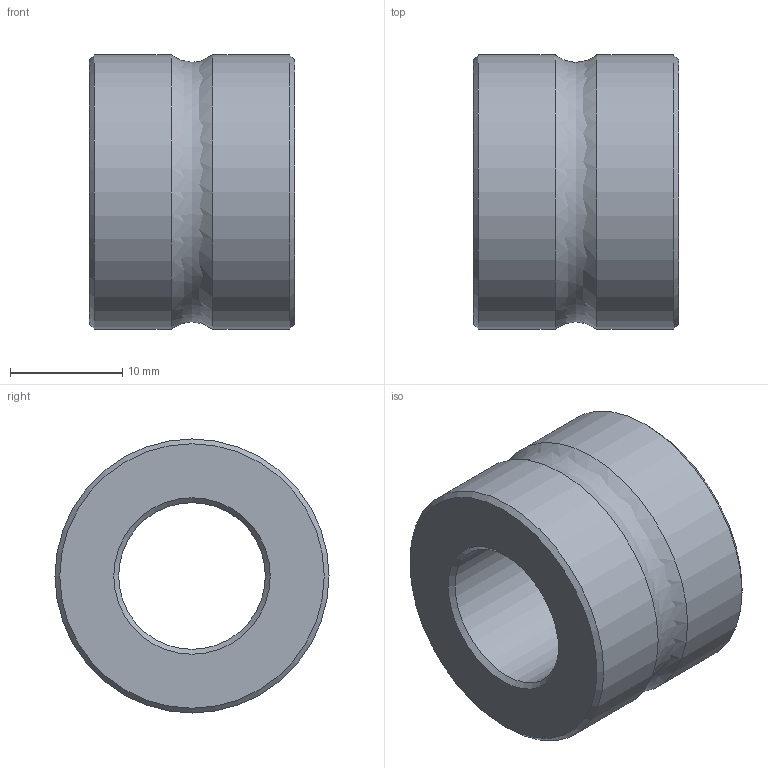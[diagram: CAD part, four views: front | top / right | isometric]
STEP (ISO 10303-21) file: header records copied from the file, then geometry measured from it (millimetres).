
FILE_DESCRIPTION((''),'2;1');
FILE_NAME('Bearing_203KRR5_BI.stp','2009-02-12T21:50:25',('Alex_Cyril'),(''),'Autodesk Inventor 11','Autodesk Inventor 11','');
FILE_SCHEMA(('AUTOMOTIVE_DESIGN { 1 0 10303 214 1 1 1 1 }'));
Length unit declared in the file: millimetre
Products named in the file (1): Bearing_203KRR5_BI
Bounding box: 18.29 x 24.43 x 24.43 mm (x, y, z)
Volume: 5973.1 mm3; surface area: 2776.5 mm2
Topology: 1 solids, 1 shells, 10 faces, 18 edges, 10 vertices
Faces by surface type: cone 4, cylinder 3, plane 2, bspline 1
Full cylindrical faces by diameter (mm): 13.081 x1, 24.435 x2
Entity records: 289 total; most frequent: CARTESIAN_POINT 93, DIRECTION 40, AXIS2_PLACEMENT_3D 20, ORIENTED_EDGE 20, EDGE_LOOP 20, VERTEX_POINT 10, CIRCLE 10, EDGE_CURVE 10
